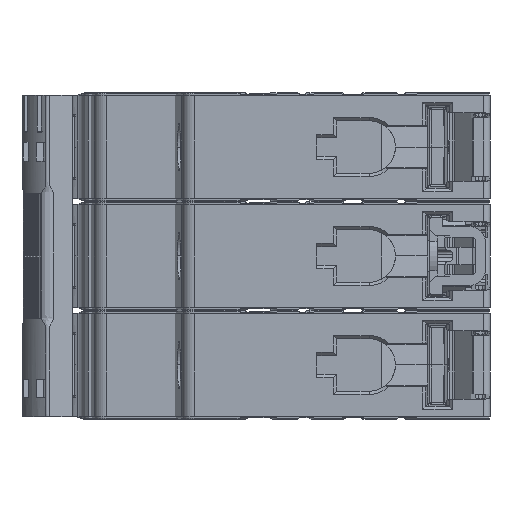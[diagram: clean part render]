
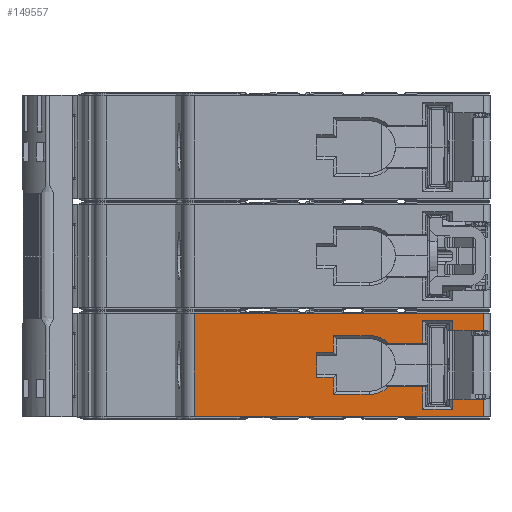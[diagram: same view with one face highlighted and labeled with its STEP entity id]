
A CAD part, left-side view. The second image highlights one B-rep face of the part: STEP entity #149557.
In plain terms, the highlighted planar face has unit normal (-1, 0, 0).
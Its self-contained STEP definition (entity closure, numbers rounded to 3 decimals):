
#42585=DIRECTION('',(0.,0.,-1.));
#42586=VECTOR('',#42585,16.42);
#42587=CARTESIAN_POINT('',(-42.5,-16.089,-26.59));
#42588=LINE('',#42587,#42586);
#42594=DIRECTION('',(0.,1.,0.));
#42595=VECTOR('',#42594,46.211);
#42596=CARTESIAN_POINT('',(-42.5,-62.3,-26.59));
#42597=LINE('',#42596,#42595);
#42598=DIRECTION('',(0.,0.,1.));
#42599=VECTOR('',#42598,2.76);
#42600=CARTESIAN_POINT('',(-42.5,-62.3,-29.35));
#42601=LINE('',#42600,#42599);
#42602=DIRECTION('',(0.,1.,0.));
#42603=VECTOR('',#42602,1.979);
#42604=CARTESIAN_POINT('',(-42.5,-62.3,-29.35));
#42605=LINE('',#42604,#42603);
#42606=DIRECTION('',(0.,1.,0.));
#42607=VECTOR('',#42606,5.386);
#42608=CARTESIAN_POINT('',(-42.5,-52.523,-31.3));
#42609=LINE('',#42608,#42607);
#42610=DIRECTION('',(0.,0.,1.));
#42611=VECTOR('',#42610,2.);
#42612=CARTESIAN_POINT('',(-42.5,-35.65,-34.8));
#42613=LINE('',#42612,#42611);
#42614=DIRECTION('',(0.,1.,0.));
#42615=VECTOR('',#42614,2.65);
#42616=CARTESIAN_POINT('',(-42.5,-38.281,-36.8));
#42617=LINE('',#42616,#42615);
#42618=DIRECTION('',(0.,0.009,1.));
#42619=VECTOR('',#42618,2.7);
#42620=CARTESIAN_POINT('',(-42.5,-38.304,-39.5));
#42621=LINE('',#42620,#42619);
#42622=DIRECTION('',(0.,1.,0.));
#42623=VECTOR('',#42622,5.696);
#42624=CARTESIAN_POINT('',(-42.5,-44.,
-39.5));
#42625=LINE('',#42624,#42623);
#42626=CARTESIAN_POINT('',(-42.5,-44.,-34.8));
#42627=DIRECTION('',(1.,0.,0.));
#42628=DIRECTION('',(0.,-0.667,-0.745));
#42629=AXIS2_PLACEMENT_3D('',#42626,#42627,#42628);
#42631=DIRECTION('',(0.,1.,0.));
#42632=VECTOR('',#42631,5.391);
#42633=CARTESIAN_POINT('',(-42.5,-52.528,-38.3));
#42634=LINE('',#42633,#42632);
#42635=DIRECTION('',(0.,1.,0.));
#42636=VECTOR('',#42635,3.016);
#42637=CARTESIAN_POINT('',(-42.5,-60.321,-40.25));
#42638=LINE('',#42637,#42636);
#42639=DIRECTION('',(0.,1.,0.));
#42640=VECTOR('',#42639,1.979);
#42641=CARTESIAN_POINT('',(-42.5,-62.3,-40.25));
#42642=LINE('',#42641,#42640);
#42643=DIRECTION('',(0.,0.,1.));
#42644=VECTOR('',#42643,2.76);
#42645=CARTESIAN_POINT('',(-42.5,-62.3,-43.01));
#42646=LINE('',#42645,#42644);
#42647=DIRECTION('',(0.,1.,0.));
#42648=VECTOR('',#42647,46.211);
#42649=CARTESIAN_POINT('',(-42.5,-62.3,-43.01));
#42650=LINE('',#42649,#42648);
#42803=CARTESIAN_POINT('',(-42.5,-62.3,-29.35));
#43161=DIRECTION('',(0.,-1.,0.));
#43162=VECTOR('',#43161,3.011);
#43163=CARTESIAN_POINT('',(-42.5,-57.31,-29.35));
#43164=LINE('',#43163,#43162);
#44001=CARTESIAN_POINT('',(-42.5,-62.3,-40.25));
#44432=DIRECTION('',(0.,0.009,-1.));
#44433=VECTOR('',#44432,1.65);
#44434=CARTESIAN_POINT('',(-42.5,-57.305,-40.25));
#44435=LINE('',#44434,#44433);
#44440=DIRECTION('',(0.,-1.,0.));
#44441=VECTOR('',#44440,4.731);
#44442=CARTESIAN_POINT('',(-42.5,-52.56,-41.9));
#44443=LINE('',#44442,#44441);
#44624=DIRECTION('',(0.,1.,0.));
#44625=VECTOR('',#44624,5.696);
#44626=CARTESIAN_POINT('',(-42.5,-44.,-30.1));
#44627=LINE('',#44626,#44625);
#44628=DIRECTION('',(0.,-0.009,1.));
#44629=VECTOR('',#44628,2.7);
#44630=CARTESIAN_POINT('',(-42.5,-38.281,-32.8));
#44631=LINE('',#44630,#44629);
#44636=DIRECTION('',(0.,1.,0.));
#44637=VECTOR('',#44636,2.631);
#44638=CARTESIAN_POINT('',(-42.5,-38.281,-32.8));
#44639=LINE('',#44638,#44637);
#44688=DIRECTION('',(0.,0.009,1.));
#44689=VECTOR('',#44688,2.);
#44690=CARTESIAN_POINT('',(-42.5,-35.631,-36.8));
#44691=LINE('',#44690,#44689);
#44692=DIRECTION('',(0.,1.,0.));
#44693=VECTOR('',#44692,0.037);
#44694=CARTESIAN_POINT('',(-42.5,-35.65,-34.8));
#44695=LINE('',#44694,#44693);
#44732=CARTESIAN_POINT('',(-42.5,-44.,-34.8));
#44733=DIRECTION('',(-1.,0.,0.));
#44734=DIRECTION('',(0.,-0.667,0.745));
#44735=AXIS2_PLACEMENT_3D('',#44732,#44733,#44734);
#45079=DIRECTION('',(0.,-0.009,1.));
#45080=VECTOR('',#45079,3.6);
#45081=CARTESIAN_POINT('',(-42.5,-52.523,-31.3));
#45082=LINE('',#45081,#45080);
#45091=DIRECTION('',(0.,-1.,0.));
#45092=VECTOR('',#45091,4.741);
#45093=CARTESIAN_POINT('',(-42.5,-52.554,-27.7));
#45094=LINE('',#45093,#45092);
#45103=DIRECTION('',(0.,0.009,1.));
#45104=VECTOR('',#45103,1.65);
#45105=CARTESIAN_POINT('',(-42.5,-57.31,-29.35));
#45106=LINE('',#45105,#45104);
#46987=DIRECTION('',(0.,0.009,1.));
#46988=VECTOR('',#46987,3.6);
#46989=CARTESIAN_POINT('',(-42.5,-52.56,-41.9));
#46990=LINE('',#46989,#46988);
#85395=VERTEX_POINT('',#44001);
#86102=CARTESIAN_POINT('',(-42.5,-62.3,-43.01));
#86103=CARTESIAN_POINT('',(-42.5,-16.089,-43.01));
#86104=VERTEX_POINT('',#86102);
#86105=VERTEX_POINT('',#86103);
#86678=CARTESIAN_POINT('',(-42.5,-60.321,-40.25));
#86679=VERTEX_POINT('',#86678);
#86748=CARTESIAN_POINT('',(-42.5,-52.56,-41.9));
#86749=CARTESIAN_POINT('',(-42.5,-52.528,-38.3));
#86750=VERTEX_POINT('',#86748);
#86751=VERTEX_POINT('',#86749);
#86754=CARTESIAN_POINT('',(-42.5,-57.29,-41.9));
#86755=VERTEX_POINT('',#86754);
#86758=CARTESIAN_POINT('',(-42.5,-57.305,-40.25));
#86759=VERTEX_POINT('',#86758);
#86762=CARTESIAN_POINT('',(-42.5,-47.137,-38.3));
#86763=CARTESIAN_POINT('',(-42.5,-44.,-39.5));
#86764=VERTEX_POINT('',#86762);
#86765=VERTEX_POINT('',#86763);
#86766=CARTESIAN_POINT('',(-42.5,-38.304,-39.5));
#86767=VERTEX_POINT('',#86766);
#86768=CARTESIAN_POINT('',(-42.5,-38.281,-36.8));
#86769=VERTEX_POINT('',#86768);
#86770=CARTESIAN_POINT('',(-42.5,-35.631,-36.8));
#86771=VERTEX_POINT('',#86770);
#88107=VERTEX_POINT('',#42803);
#88510=CARTESIAN_POINT('',(-42.5,-62.3,-26.59));
#88511=CARTESIAN_POINT('',(-42.5,-16.089,-26.59));
#88512=VERTEX_POINT('',#88510);
#88513=VERTEX_POINT('',#88511);
#89692=CARTESIAN_POINT('',(-42.5,-60.321,-29.35));
#89693=VERTEX_POINT('',#89692);
#89710=CARTESIAN_POINT('',(-42.5,-35.65,-34.8));
#89712=VERTEX_POINT('',#89710);
#89714=CARTESIAN_POINT('',(-42.5,-52.523,-31.3));
#89715=CARTESIAN_POINT('',(-42.5,-52.554,-27.7));
#89716=VERTEX_POINT('',#89714);
#89717=VERTEX_POINT('',#89715);
#89720=CARTESIAN_POINT('',(-42.5,-57.296,-27.7));
#89721=VERTEX_POINT('',#89720);
#89722=CARTESIAN_POINT('',(-42.5,-57.31,-29.35));
#89723=VERTEX_POINT('',#89722);
#89728=CARTESIAN_POINT('',(-42.5,-38.281,-32.8));
#89729=CARTESIAN_POINT('',(-42.5,-38.304,-30.1));
#89730=VERTEX_POINT('',#89728);
#89731=VERTEX_POINT('',#89729);
#89732=CARTESIAN_POINT('',(-42.5,-44.,-30.1));
#89733=VERTEX_POINT('',#89732);
#89734=CARTESIAN_POINT('',(-42.5,-47.137,-31.3));
#89735=VERTEX_POINT('',#89734);
#89736=CARTESIAN_POINT('',(-42.5,-35.65,-32.8));
#89737=VERTEX_POINT('',#89736);
#90849=CARTESIAN_POINT('',(-42.5,-35.613,-34.8));
#90850=VERTEX_POINT('',#90849);
#149497=CARTESIAN_POINT('',(-42.5,-63.3,-34.8));
#149498=DIRECTION('',(-1.,0.,0.));
#149499=DIRECTION('',(0.,1.,0.));
#149500=AXIS2_PLACEMENT_3D('',#149497,#149498,#149499);
#149501=PLANE('',#149500);
#149502=ORIENTED_EDGE('',*,*,#149491,.F.);
#149503=ORIENTED_EDGE('',*,*,#94172,.F.);
#149505=ORIENTED_EDGE('',*,*,#149504,.F.);
#149507=ORIENTED_EDGE('',*,*,#149506,.T.);
#149509=ORIENTED_EDGE('',*,*,#149508,.F.);
#149511=ORIENTED_EDGE('',*,*,#149510,.T.);
#149513=ORIENTED_EDGE('',*,*,#149512,.F.);
#149515=ORIENTED_EDGE('',*,*,#149514,.F.);
#149517=ORIENTED_EDGE('',*,*,#149516,.T.);
#149519=ORIENTED_EDGE('',*,*,#149518,.T.);
#149521=ORIENTED_EDGE('',*,*,#149520,.T.);
#149523=ORIENTED_EDGE('',*,*,#149522,.F.);
#149525=ORIENTED_EDGE('',*,*,#149524,.T.);
#149527=ORIENTED_EDGE('',*,*,#149526,.F.);
#149529=ORIENTED_EDGE('',*,*,#149528,.T.);
#149531=ORIENTED_EDGE('',*,*,#149530,.F.);
#149533=ORIENTED_EDGE('',*,*,#149532,.F.);
#149535=ORIENTED_EDGE('',*,*,#149534,.F.);
#149537=ORIENTED_EDGE('',*,*,#149536,.F.);
#149539=ORIENTED_EDGE('',*,*,#149538,.F.);
#149541=ORIENTED_EDGE('',*,*,#149540,.F.);
#149543=ORIENTED_EDGE('',*,*,#149542,.F.);
#149545=ORIENTED_EDGE('',*,*,#149544,.T.);
#149547=ORIENTED_EDGE('',*,*,#149546,.F.);
#149549=ORIENTED_EDGE('',*,*,#149548,.F.);
#149551=ORIENTED_EDGE('',*,*,#149550,.F.);
#149553=ORIENTED_EDGE('',*,*,#149552,.F.);
#149554=ORIENTED_EDGE('',*,*,#142585,.T.);
#149555=EDGE_LOOP('',(#149502,#149503,#149505,#149507,#149509,#149511,#149513,
#149515,#149517,#149519,#149521,#149523,#149525,#149527,#149529,#149531,#149533,
#149535,#149537,#149539,#149541,#149543,#149545,#149547,#149549,#149551,#149553,
#149554));
#149556=FACE_OUTER_BOUND('',#149555,.F.);
#42630=CIRCLE('',#42629,4.7);
#44736=CIRCLE('',#44735,4.7);
#94172=EDGE_CURVE('',#88512,#88513,#42597,.T.);
#142585=EDGE_CURVE('',#86104,#86105,#42650,.T.);
#149491=EDGE_CURVE('',#88513,#86105,#42588,.T.);
#149504=EDGE_CURVE('',#88107,#88512,#42601,.T.);
#149506=EDGE_CURVE('',#88107,#89693,#42605,.T.);
#149508=EDGE_CURVE('',#89723,#89693,#43164,.T.);
#149510=EDGE_CURVE('',#89723,#89721,#45106,.T.);
#149512=EDGE_CURVE('',#89717,#89721,#45094,.T.);
#149514=EDGE_CURVE('',#89716,#89717,#45082,.T.);
#149516=EDGE_CURVE('',#89716,#89735,#42609,.T.);
#149518=EDGE_CURVE('',#89735,#89733,#44736,.T.);
#149520=EDGE_CURVE('',#89733,#89731,#44627,.T.);
#149522=EDGE_CURVE('',#89730,#89731,#44631,.T.);
#149524=EDGE_CURVE('',#89730,#89737,#44639,.T.);
#149526=EDGE_CURVE('',#89712,#89737,#42613,.T.);
#149528=EDGE_CURVE('',#89712,#90850,#44695,.T.);
#149530=EDGE_CURVE('',#86771,#90850,#44691,.T.);
#149532=EDGE_CURVE('',#86769,#86771,#42617,.T.);
#149534=EDGE_CURVE('',#86767,#86769,#42621,.T.);
#149536=EDGE_CURVE('',#86765,#86767,#42625,.T.);
#149538=EDGE_CURVE('',#86764,#86765,#42630,.T.);
#149540=EDGE_CURVE('',#86751,#86764,#42634,.T.);
#149542=EDGE_CURVE('',#86750,#86751,#46990,.T.);
#149544=EDGE_CURVE('',#86750,#86755,#44443,.T.);
#149546=EDGE_CURVE('',#86759,#86755,#44435,.T.);
#149548=EDGE_CURVE('',#86679,#86759,#42638,.T.);
#149550=EDGE_CURVE('',#85395,#86679,#42642,.T.);
#149552=EDGE_CURVE('',#86104,#85395,#42646,.T.);
#149557=ADVANCED_FACE('',(#149556),#149501,.T.);
